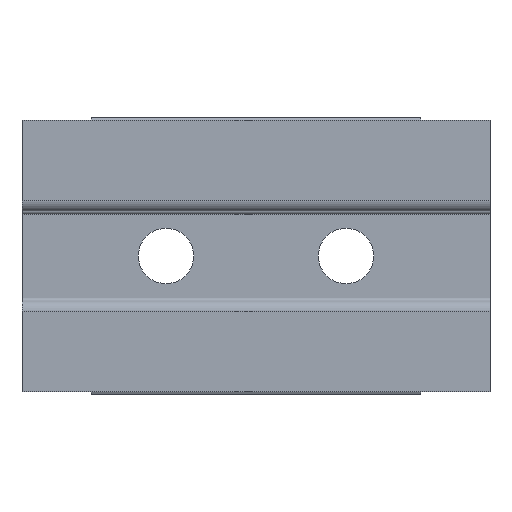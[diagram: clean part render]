
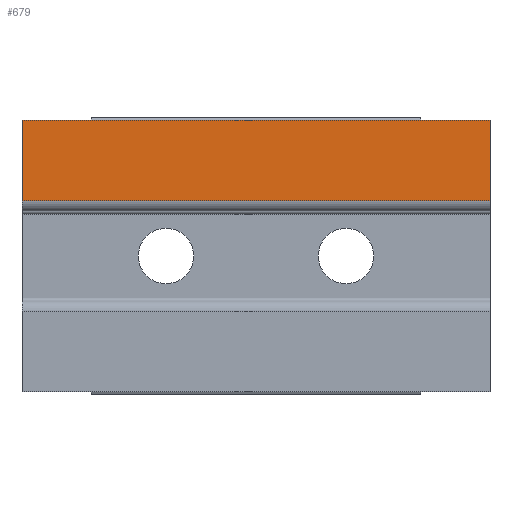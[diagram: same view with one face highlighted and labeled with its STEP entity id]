
A CAD part, front view. The second image highlights one B-rep face of the part: STEP entity #679.
In plain terms, the highlighted planar face has unit normal (0, -1, 0).
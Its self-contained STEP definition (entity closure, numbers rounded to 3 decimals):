
#63 = VERTEX_POINT ( 'NONE', #561 ) ;
#66 = VERTEX_POINT ( 'NONE', #554 ) ;
#68 = VERTEX_POINT ( 'NONE', #548 ) ;
#78 = VERTEX_POINT ( 'NONE', #501 ) ;
#168 = DIRECTION ( 'NONE',  ( 0., 0., 1. ) ) ;
#170 = CARTESIAN_POINT ( 'NONE',  ( -33.45, 1., -4.9 ) ) ;
#438 = DIRECTION ( 'NONE',  ( 1., 0., 0. ) ) ;
#446 = CARTESIAN_POINT ( 'NONE',  ( -30.95, 1., 4.9 ) ) ;
#492 = DIRECTION ( 'NONE',  ( 1., 0., 0. ) ) ;
#498 = CARTESIAN_POINT ( 'NONE',  ( -60., 1., 2. ) ) ;
#501 = CARTESIAN_POINT ( 'NONE',  ( -33.45, 1., 2. ) ) ;
#522 = DIRECTION ( 'NONE',  ( 0., 0., 1. ) ) ;
#523 = CARTESIAN_POINT ( 'NONE',  ( -16.55, 1., -4.9 ) ) ;
#548 = CARTESIAN_POINT ( 'NONE',  ( -33.45, 1., 4.9 ) ) ;
#554 = CARTESIAN_POINT ( 'NONE',  ( -16.55, 1., 4.9 ) ) ;
#561 = CARTESIAN_POINT ( 'NONE',  ( -16.55, 1., 2. ) ) ;
#566 = DIRECTION ( 'NONE',  ( 0., 0., -1. ) ) ;
#568 = DIRECTION ( 'NONE',  ( 0., -1., 0. ) ) ;
#576 = PLANE ( 'NONE',  #730 ) ;
#587 = CARTESIAN_POINT ( 'NONE',  ( -30.95, 1., 4.9 ) ) ;
#679 = ADVANCED_FACE ( 'NONE', ( #1237 ), #576, .T. ) ;
#690 = EDGE_CURVE ( 'NONE', #63, #66, #1216, .T. ) ;
#705 = EDGE_CURVE ( 'NONE', #78, #63, #1204, .T. ) ;
#730 = AXIS2_PLACEMENT_3D ( 'NONE', #587, #568, #566 ) ;
#733 = EDGE_CURVE ( 'NONE', #68, #66, #1189, .T. ) ;
#892 = EDGE_CURVE ( 'NONE', #78, #68, #987, .T. ) ;
#986 = VECTOR ( 'NONE', #168, 1000. ) ;
#987 = LINE ( 'NONE', #170, #986 ) ;
#1173 = VECTOR ( 'NONE', #438, 1000. ) ;
#1189 = LINE ( 'NONE', #446, #1173 ) ;
#1200 = VECTOR ( 'NONE', #492, 1000. ) ;
#1204 = LINE ( 'NONE', #498, #1200 ) ;
#1215 = VECTOR ( 'NONE', #522, 1000. ) ;
#1216 = LINE ( 'NONE', #523, #1215 ) ;
#1237 = FACE_OUTER_BOUND ( 'NONE', #1364, .T. ) ;
#1302 = ORIENTED_EDGE ( 'NONE', *, *, #892, .F. ) ;
#1304 = ORIENTED_EDGE ( 'NONE', *, *, #733, .F. ) ;
#1326 = ORIENTED_EDGE ( 'NONE', *, *, #705, .T. ) ;
#1329 = ORIENTED_EDGE ( 'NONE', *, *, #690, .T. ) ;
#1364 = EDGE_LOOP ( 'NONE', ( #1304, #1302, #1326, #1329 ) ) ;
